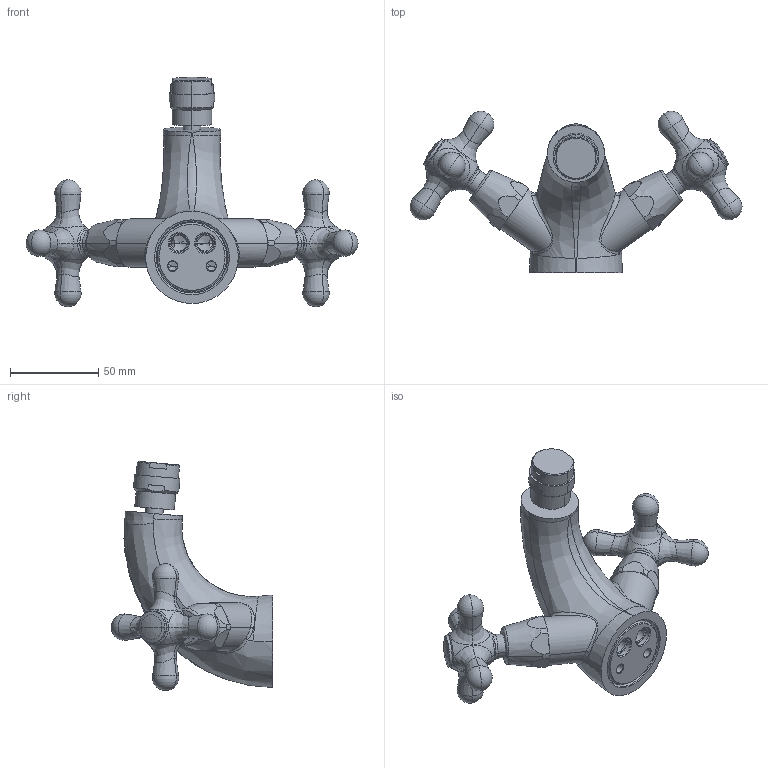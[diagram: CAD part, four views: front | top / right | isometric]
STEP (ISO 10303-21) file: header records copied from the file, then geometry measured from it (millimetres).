
FILE_DESCRIPTION((''),'2;1');
FILE_NAME('IRV131CR','2021-11-10T17:15:29',('ut3'),('PAFFONI SpA'),'CREO PARAMETRIC BY PTC INC, 2020044','CREO PARAMETRIC BY PTC INC, 2020044','');
FILE_SCHEMA(('CONFIG_CONTROL_DESIGN','SHAPE_APPEARANCE_LAYERS_GROUPS'));
Length unit declared in the file: millimetre
Products named in the file (1): IRV131CR
Bounding box: 188.43 x 91.57 x 130.09 mm (x, y, z)
Volume: 240955.7 mm3; surface area: 44575.3 mm2
Topology: 1 solids, 1 shells, 285 faces, 673 edges, 380 vertices
Faces by surface type: plane 66, cylinder 64, cone 60, bspline 59, torus 20, sphere 16
Entity records: 15642 total; most frequent: CARTESIAN_POINT 7508, ORIENTED_EDGE 1282, DIRECTION 1258, EDGE_CURVE 641, AXIS2_PLACEMENT_3D 536, VERTEX_POINT 380, CIRCLE 310, EDGE_LOOP 307
